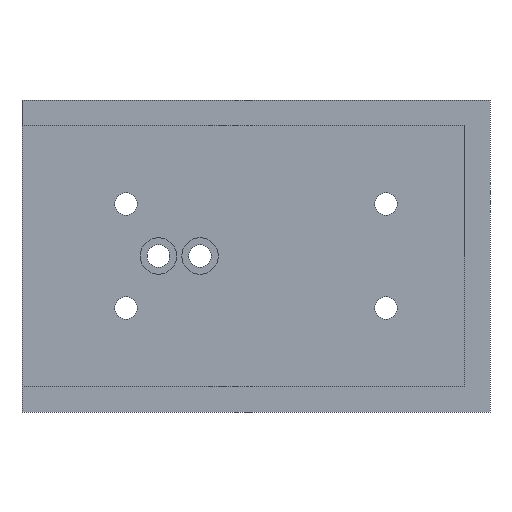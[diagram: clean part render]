
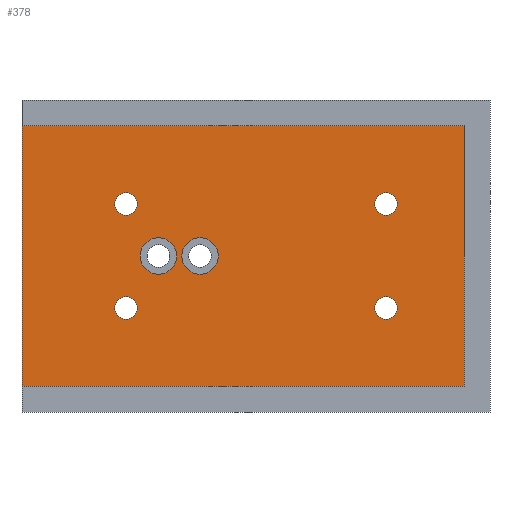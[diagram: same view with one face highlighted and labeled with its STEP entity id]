
A CAD part, front view. The second image highlights one B-rep face of the part: STEP entity #378.
In plain terms, the highlighted planar face has unit normal (0, -1, 0).
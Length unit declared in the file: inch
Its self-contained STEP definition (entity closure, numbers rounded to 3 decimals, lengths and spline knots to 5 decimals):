
#23=FACE_BOUND('',#101,.T.);
#24=FACE_BOUND('',#102,.T.);
#25=FACE_BOUND('',#103,.T.);
#26=FACE_BOUND('',#104,.T.);
#27=FACE_BOUND('',#105,.T.);
#28=FACE_BOUND('',#106,.T.);
#29=CIRCLE('',#398,0.10827);
#31=CIRCLE('',#401,0.10827);
#35=CIRCLE('',#407,0.175);
#39=CIRCLE('',#414,0.175);
#41=CIRCLE('',#418,0.10827);
#43=CIRCLE('',#421,0.10827);
#72=FACE_OUTER_BOUND('',#100,.T.);
#100=EDGE_LOOP('',(#337,#338,#339,#340));
#101=EDGE_LOOP('',(#341));
#102=EDGE_LOOP('',(#342));
#103=EDGE_LOOP('',(#343));
#104=EDGE_LOOP('',(#344));
#105=EDGE_LOOP('',(#345));
#106=EDGE_LOOP('',(#346));
#107=LINE('',#539,#139);
#111=LINE('',#547,#143);
#114=LINE('',#553,#146);
#133=LINE('',#623,#165);
#139=VECTOR('',#433,0.3937);
#143=VECTOR('',#439,0.3937);
#146=VECTOR('',#444,0.3937);
#165=VECTOR('',#519,0.3937);
#171=VERTEX_POINT('',#537);
#172=VERTEX_POINT('',#538);
#175=VERTEX_POINT('',#546);
#177=VERTEX_POINT('',#552);
#183=VERTEX_POINT('',#568);
#185=VERTEX_POINT('',#574);
#189=VERTEX_POINT('',#585);
#193=VERTEX_POINT('',#598);
#195=VERTEX_POINT('',#606);
#197=VERTEX_POINT('',#612);
#203=EDGE_CURVE('',#171,#172,#107,.T.);
#207=EDGE_CURVE('',#172,#175,#111,.T.);
#210=EDGE_CURVE('',#175,#177,#114,.T.);
#218=EDGE_CURVE('',#183,#183,#29,.T.);
#221=EDGE_CURVE('',#185,#185,#31,.T.);
#226=EDGE_CURVE('',#189,#189,#35,.T.);
#232=EDGE_CURVE('',#193,#193,#39,.T.);
#236=EDGE_CURVE('',#195,#195,#41,.T.);
#239=EDGE_CURVE('',#197,#197,#43,.T.);
#245=EDGE_CURVE('',#177,#171,#133,.T.);
#337=ORIENTED_EDGE('',*,*,#210,.T.);
#338=ORIENTED_EDGE('',*,*,#245,.T.);
#339=ORIENTED_EDGE('',*,*,#203,.T.);
#340=ORIENTED_EDGE('',*,*,#207,.T.);
#341=ORIENTED_EDGE('',*,*,#218,.T.);
#342=ORIENTED_EDGE('',*,*,#221,.T.);
#343=ORIENTED_EDGE('',*,*,#226,.T.);
#344=ORIENTED_EDGE('',*,*,#232,.T.);
#345=ORIENTED_EDGE('',*,*,#236,.T.);
#346=ORIENTED_EDGE('',*,*,#239,.T.);
#358=PLANE('',#428);
#378=ADVANCED_FACE('',(#72,#23,#24,#25,#26,#27,#28),#358,.F.);
#398=AXIS2_PLACEMENT_3D('',#569,#456,#457);
#401=AXIS2_PLACEMENT_3D('',#575,#463,#464);
#407=AXIS2_PLACEMENT_3D('',#586,#476,#477);
#414=AXIS2_PLACEMENT_3D('',#599,#492,#493);
#418=AXIS2_PLACEMENT_3D('',#607,#502,#503);
#421=AXIS2_PLACEMENT_3D('',#613,#509,#510);
#428=AXIS2_PLACEMENT_3D('',#635,#533,#534);
#433=DIRECTION('',(1.,0.,0.));
#439=DIRECTION('',(0.,0.,1.));
#444=DIRECTION('',(-1.,0.,0.));
#456=DIRECTION('center_axis',(0.,1.,0.));
#457=DIRECTION('ref_axis',(0.,0.,-1.));
#463=DIRECTION('center_axis',(0.,1.,0.));
#464=DIRECTION('ref_axis',(0.,0.,-1.));
#476=DIRECTION('center_axis',(0.,1.,0.));
#477=DIRECTION('ref_axis',(0.,0.,-1.));
#492=DIRECTION('center_axis',(0.,1.,0.));
#493=DIRECTION('ref_axis',(0.,0.,-1.));
#502=DIRECTION('center_axis',(0.,1.,0.));
#503=DIRECTION('ref_axis',(0.,0.,-1.));
#509=DIRECTION('center_axis',(0.,1.,0.));
#510=DIRECTION('ref_axis',(0.,0.,-1.));
#519=DIRECTION('',(0.,0.,-1.));
#533=DIRECTION('center_axis',(0.,1.,0.));
#534=DIRECTION('ref_axis',(1.,0.,0.));
#537=CARTESIAN_POINT('',(-1.,0.,-1.25));
#538=CARTESIAN_POINT('',(3.25,0.,-1.25));
#539=CARTESIAN_POINT('',(2.25,0.,-1.25));
#546=CARTESIAN_POINT('',(3.25,0.,1.25));
#547=CARTESIAN_POINT('',(3.25,0.,0.625));
#552=CARTESIAN_POINT('',(-1.,0.,1.25));
#553=CARTESIAN_POINT('',(0.125,0.,1.25));
#568=CARTESIAN_POINT('',(2.5,0.,0.60827));
#569=CARTESIAN_POINT('Origin',(2.5,0.,0.5));
#574=CARTESIAN_POINT('',(2.5,0.,-0.39173));
#575=CARTESIAN_POINT('Origin',(2.5,0.,-0.5));
#585=CARTESIAN_POINT('',(0.71181,0.,0.175));
#586=CARTESIAN_POINT('Origin',(0.71181,0.,0.));
#598=CARTESIAN_POINT('',(0.31181,0.,0.175));
#599=CARTESIAN_POINT('Origin',(0.31181,0.,0.));
#606=CARTESIAN_POINT('',(0.,0.,0.60827));
#607=CARTESIAN_POINT('Origin',(0.,0.,0.5));
#612=CARTESIAN_POINT('',(0.,0.,-0.39173));
#613=CARTESIAN_POINT('Origin',(0.,0.,-0.5));
#623=CARTESIAN_POINT('',(-1.,0.,1.5));
#635=CARTESIAN_POINT('Origin',(1.25,0.,0.));
